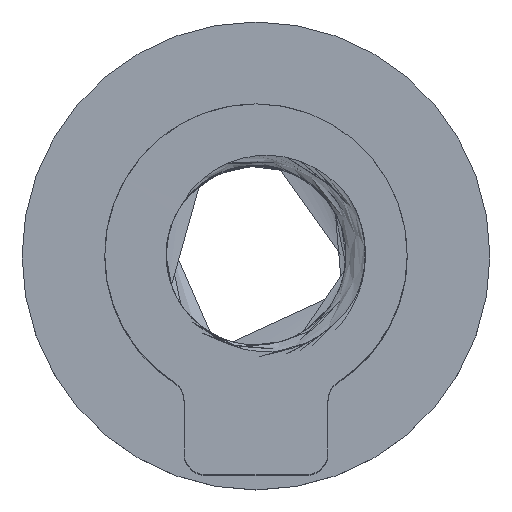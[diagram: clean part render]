
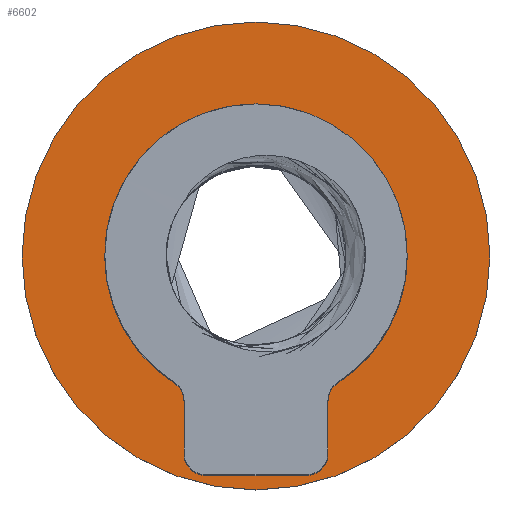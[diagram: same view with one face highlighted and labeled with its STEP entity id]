
A CAD part, top view. The second image highlights one B-rep face of the part: STEP entity #6602.
In plain terms, the highlighted planar face has unit normal (0, 0, 1).
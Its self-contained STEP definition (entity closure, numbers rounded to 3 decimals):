
#167 = ORIENTED_EDGE ( 'NONE', *, *, #2664, .T. ) ;
#181 = AXIS2_PLACEMENT_3D ( 'NONE', #9243, #2447, #5476 ) ;
#475 = PLANE ( 'NONE',  #7079 ) ;
#499 = LINE ( 'NONE', #3506, #1574 ) ;
#648 = DIRECTION ( 'NONE',  ( -1., 0., 0. ) ) ;
#649 = AXIS2_PLACEMENT_3D ( 'NONE', #4345, #5836, #8763 ) ;
#798 = AXIS2_PLACEMENT_3D ( 'NONE', #1240, #6532, #2755 ) ;
#910 = VERTEX_POINT ( 'NONE', #7219 ) ;
#1028 = DIRECTION ( 'NONE',  ( 0., 0., 1. ) ) ;
#1150 = ORIENTED_EDGE ( 'NONE', *, *, #3695, .F. ) ;
#1152 = VERTEX_POINT ( 'NONE', #3369 ) ;
#1240 = CARTESIAN_POINT ( 'NONE',  ( 0., 0., 0.5 ) ) ;
#1353 = ORIENTED_EDGE ( 'NONE', *, *, #8183, .T. ) ;
#1441 = CARTESIAN_POINT ( 'NONE',  ( 1., -3.05, 0.5 ) ) ;
#1450 = VERTEX_POINT ( 'NONE', #5851 ) ;
#1574 = VECTOR ( 'NONE', #2804, 1000. ) ;
#1583 = CIRCLE ( 'NONE', #798, 3.25 ) ;
#1596 = AXIS2_PLACEMENT_3D ( 'NONE', #9015, #3071, #6833 ) ;
#1647 = VERTEX_POINT ( 'NONE', #7731 ) ;
#1705 = VECTOR ( 'NONE', #2820, 1000. ) ;
#1713 = DIRECTION ( 'NONE',  ( 1., 0., 0. ) ) ;
#1853 = VERTEX_POINT ( 'NONE', #8860 ) ;
#1899 = ORIENTED_EDGE ( 'NONE', *, *, #7516, .T. ) ;
#1966 = VERTEX_POINT ( 'NONE', #6677 ) ;
#2031 = DIRECTION ( 'NONE',  ( 1., 0., 0. ) ) ;
#2130 = VERTEX_POINT ( 'NONE', #6016 ) ;
#2341 = DIRECTION ( 'NONE',  ( 1., 0., 0. ) ) ;
#2359 = CIRCLE ( 'NONE', #1596, 2.1 ) ;
#2430 = DIRECTION ( 'NONE',  ( 0., 1., 0. ) ) ;
#2447 = DIRECTION ( 'NONE',  ( 0., 0., 1. ) ) ;
#2493 = CARTESIAN_POINT ( 'NONE',  ( 1.3, -2.017, 0.5 ) ) ;
#2505 = CARTESIAN_POINT ( 'NONE',  ( -1., -2.75, 0.5 ) ) ;
#2664 = EDGE_CURVE ( 'NONE', #8453, #7293, #6630, .T. ) ;
#2680 = CARTESIAN_POINT ( 'NONE',  ( -1., -3.05, 0.5 ) ) ;
#2687 = DIRECTION ( 'NONE',  ( 0., 1., 0. ) ) ;
#2704 = ORIENTED_EDGE ( 'NONE', *, *, #4118, .T. ) ;
#2729 = EDGE_CURVE ( 'NONE', #6621, #4417, #2359, .T. ) ;
#2737 = CARTESIAN_POINT ( 'NONE',  ( 0., 0., 0.5 ) ) ;
#2753 = CARTESIAN_POINT ( 'NONE',  ( -3.25, 0., 0.5 ) ) ;
#2755 = DIRECTION ( 'NONE',  ( 1., 0., 0. ) ) ;
#2804 = DIRECTION ( 'NONE',  ( 0., 1., 0. ) ) ;
#2820 = DIRECTION ( 'NONE',  ( 0., 1., 0. ) ) ;
#2826 = CIRCLE ( 'NONE', #181, 2.1 ) ;
#3071 = DIRECTION ( 'NONE',  ( 0., 0., 1. ) ) ;
#3106 = VERTEX_POINT ( 'NONE', #3503 ) ;
#3117 = VERTEX_POINT ( 'NONE', #2753 ) ;
#3179 = VECTOR ( 'NONE', #648, 1000. ) ;
#3335 = CIRCLE ( 'NONE', #649, 2.1 ) ;
#3340 = EDGE_CURVE ( 'NONE', #1450, #6621, #2826, .T. ) ;
#3369 = CARTESIAN_POINT ( 'NONE',  ( 1., -2.017, 0.5 ) ) ;
#3456 = ORIENTED_EDGE ( 'NONE', *, *, #3340, .F. ) ;
#3486 = DIRECTION ( 'NONE',  ( 0., 0., 1. ) ) ;
#3503 = CARTESIAN_POINT ( 'NONE',  ( -1.137, -1.765, 0.5 ) ) ;
#3506 = CARTESIAN_POINT ( 'NONE',  ( -1., -3.05, 0.5 ) ) ;
#3555 = CARTESIAN_POINT ( 'NONE',  ( -0.7, -3.05, 0.5 ) ) ;
#3695 = EDGE_CURVE ( 'NONE', #4417, #3106, #3335, .T. ) ;
#3759 = EDGE_CURVE ( 'NONE', #2130, #4620, #499, .T. ) ;
#3969 = DIRECTION ( 'NONE',  ( 0., 0., -1. ) ) ;
#3971 = ORIENTED_EDGE ( 'NONE', *, *, #6845, .F. ) ;
#4031 = DIRECTION ( 'NONE',  ( 0., 0., 1. ) ) ;
#4118 = EDGE_CURVE ( 'NONE', #3117, #1966, #6483, .T. ) ;
#4225 = VECTOR ( 'NONE', #2430, 1000. ) ;
#4229 = FACE_OUTER_BOUND ( 'NONE', #8057, .T. ) ;
#4315 = DIRECTION ( 'NONE',  ( 0., 0., -1. ) ) ;
#4345 = CARTESIAN_POINT ( 'NONE',  ( 0., 0., 0.5 ) ) ;
#4417 = VERTEX_POINT ( 'NONE', #5993 ) ;
#4423 = EDGE_CURVE ( 'NONE', #1853, #8453, #9762, .T. ) ;
#4620 = VERTEX_POINT ( 'NONE', #8320 ) ;
#4645 = CIRCLE ( 'NONE', #5757, 0.3 ) ;
#4964 = CARTESIAN_POINT ( 'NONE',  ( 0.7, -2.75, 0.5 ) ) ;
#5019 = DIRECTION ( 'NONE',  ( 1., 0., 0. ) ) ;
#5026 = EDGE_CURVE ( 'NONE', #1966, #3117, #1583, .T. ) ;
#5233 = ORIENTED_EDGE ( 'NONE', *, *, #8176, .T. ) ;
#5320 = CARTESIAN_POINT ( 'NONE',  ( -1.3, -2.017, 0.5 ) ) ;
#5408 = EDGE_CURVE ( 'NONE', #1647, #1152, #6600, .T. ) ;
#5476 = DIRECTION ( 'NONE',  ( 1., 0., 0. ) ) ;
#5757 = AXIS2_PLACEMENT_3D ( 'NONE', #5320, #7596, #2341 ) ;
#5836 = DIRECTION ( 'NONE',  ( 0., 0., 1. ) ) ;
#5842 = AXIS2_PLACEMENT_3D ( 'NONE', #8598, #1028, #1713 ) ;
#5851 = CARTESIAN_POINT ( 'NONE',  ( 1.137, -1.765, 0.5 ) ) ;
#5993 = CARTESIAN_POINT ( 'NONE',  ( -2.1, 0., 0.5 ) ) ;
#6016 = CARTESIAN_POINT ( 'NONE',  ( -1., -2.4, 0.5 ) ) ;
#6450 = AXIS2_PLACEMENT_3D ( 'NONE', #4964, #4315, #2031 ) ;
#6483 = CIRCLE ( 'NONE', #5842, 3.25 ) ;
#6532 = DIRECTION ( 'NONE',  ( 0., 0., 1. ) ) ;
#6600 = LINE ( 'NONE', #9580, #9012 ) ;
#6602 = ADVANCED_FACE ( 'NONE', ( #7253, #4229 ), #475, .T. ) ;
#6621 = VERTEX_POINT ( 'NONE', #7643 ) ;
#6630 = CIRCLE ( 'NONE', #7901, 0.3 ) ;
#6650 = ORIENTED_EDGE ( 'NONE', *, *, #7459, .T. ) ;
#6677 = CARTESIAN_POINT ( 'NONE',  ( 3.25, 0., 0.5 ) ) ;
#6679 = ORIENTED_EDGE ( 'NONE', *, *, #3759, .T. ) ;
#6833 = DIRECTION ( 'NONE',  ( 1., 0., 0. ) ) ;
#6845 = EDGE_CURVE ( 'NONE', #910, #1647, #9223, .T. ) ;
#6986 = CARTESIAN_POINT ( 'NONE',  ( 1., -3.05, 0.5 ) ) ;
#6989 = DIRECTION ( 'NONE',  ( 1., 0., 0. ) ) ;
#7016 = CIRCLE ( 'NONE', #9552, 0.3 ) ;
#7051 = DIRECTION ( 'NONE',  ( 1., 0., 0. ) ) ;
#7079 = AXIS2_PLACEMENT_3D ( 'NONE', #2737, #3486, #5019 ) ;
#7172 = ORIENTED_EDGE ( 'NONE', *, *, #2729, .F. ) ;
#7219 = CARTESIAN_POINT ( 'NONE',  ( 1., -2.75, 0.5 ) ) ;
#7253 = FACE_BOUND ( 'NONE', #8415, .T. ) ;
#7293 = VERTEX_POINT ( 'NONE', #2505 ) ;
#7459 = EDGE_CURVE ( 'NONE', #7293, #2130, #9616, .T. ) ;
#7516 = EDGE_CURVE ( 'NONE', #910, #1853, #9776, .T. ) ;
#7596 = DIRECTION ( 'NONE',  ( 0., 0., 1. ) ) ;
#7643 = CARTESIAN_POINT ( 'NONE',  ( 2.1, 0., 0.5 ) ) ;
#7731 = CARTESIAN_POINT ( 'NONE',  ( 1., -2.4, 0.5 ) ) ;
#7901 = AXIS2_PLACEMENT_3D ( 'NONE', #7976, #3969, #6989 ) ;
#7976 = CARTESIAN_POINT ( 'NONE',  ( -0.7, -2.75, 0.5 ) ) ;
#8057 = EDGE_LOOP ( 'NONE', ( #2704, #9374 ) ) ;
#8176 = EDGE_CURVE ( 'NONE', #1450, #1152, #7016, .T. ) ;
#8183 = EDGE_CURVE ( 'NONE', #4620, #3106, #4645, .T. ) ;
#8320 = CARTESIAN_POINT ( 'NONE',  ( -1., -2.017, 0.5 ) ) ;
#8415 = EDGE_LOOP ( 'NONE', ( #6679, #1353, #1150, #7172, #3456, #5233, #8977, #3971, #1899, #9573, #167, #6650 ) ) ;
#8453 = VERTEX_POINT ( 'NONE', #3555 ) ;
#8598 = CARTESIAN_POINT ( 'NONE',  ( 0., 0., 0.5 ) ) ;
#8763 = DIRECTION ( 'NONE',  ( 1., 0., 0. ) ) ;
#8860 = CARTESIAN_POINT ( 'NONE',  ( 0.7, -3.05, 0.5 ) ) ;
#8977 = ORIENTED_EDGE ( 'NONE', *, *, #5408, .F. ) ;
#9012 = VECTOR ( 'NONE', #2687, 1000. ) ;
#9015 = CARTESIAN_POINT ( 'NONE',  ( 0., 0., 0.5 ) ) ;
#9223 = LINE ( 'NONE', #6986, #4225 ) ;
#9243 = CARTESIAN_POINT ( 'NONE',  ( 0., 0., 0.5 ) ) ;
#9374 = ORIENTED_EDGE ( 'NONE', *, *, #5026, .T. ) ;
#9552 = AXIS2_PLACEMENT_3D ( 'NONE', #2493, #4031, #7051 ) ;
#9573 = ORIENTED_EDGE ( 'NONE', *, *, #4423, .T. ) ;
#9580 = CARTESIAN_POINT ( 'NONE',  ( 1., -3.05, 0.5 ) ) ;
#9616 = LINE ( 'NONE', #2680, #1705 ) ;
#9762 = LINE ( 'NONE', #1441, #3179 ) ;
#9776 = CIRCLE ( 'NONE', #6450, 0.3 ) ;
